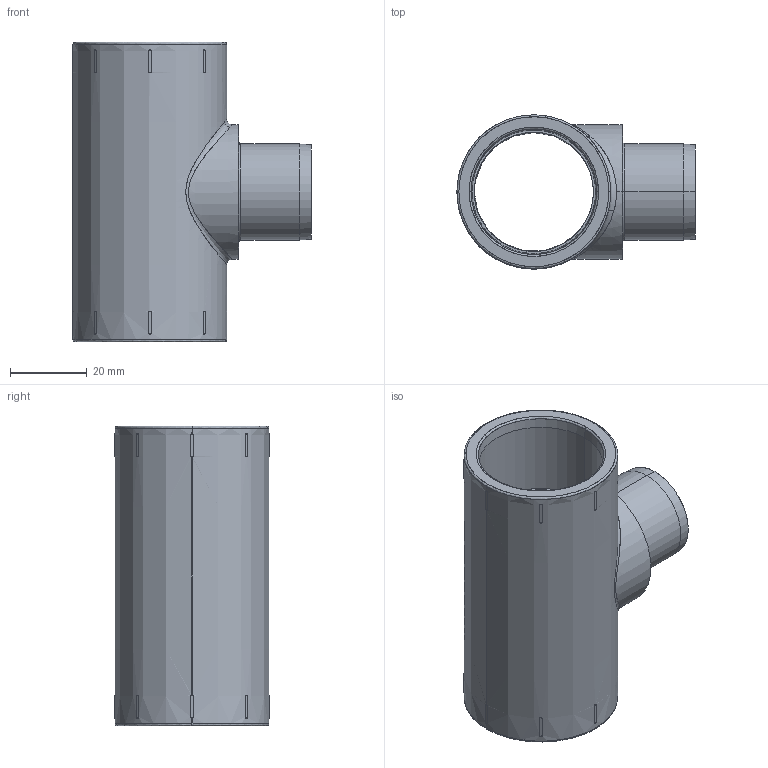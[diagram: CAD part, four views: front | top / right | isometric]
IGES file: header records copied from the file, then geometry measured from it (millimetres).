
Start section: SolidWorks IGES file using analytic representation for surfaces
Global section: file name: 01 05 1310 014.IGS; native system: SolidWorks 2014; preprocessor: SolidWorks 2014; author: utilizadort; date: 141111.112647; units: millimetre
Bounding box: 62.07 x 40.13 x 78 mm (x, y, z)
Surface area: 21602 mm2 (no closed solid volume)
Topology: 0 solids, 0 shells, 153 faces, 1954 edges, 1954 vertices
Faces by surface type: revolution 86, bspline 67
